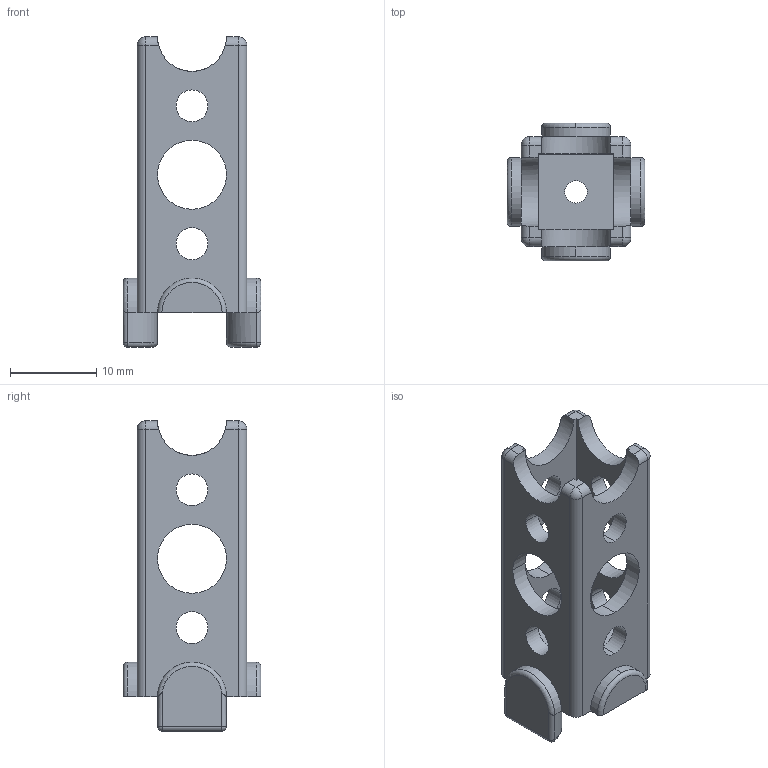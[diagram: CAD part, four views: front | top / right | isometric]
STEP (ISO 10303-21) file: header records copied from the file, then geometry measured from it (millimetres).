
FILE_DESCRIPTION (( 'STEP AP214' ), '1' );
FILE_NAME ('40214_TXP-Beam End Connector.STEP', '2017-03-28T20:15:28', ( '' ), ( '' ), 'SwSTEP 2.0', 'SolidWorks 2016', '' );
FILE_SCHEMA (( 'AUTOMOTIVE_DESIGN' ));
Length unit declared in the file: millimetre
Products named in the file (2): 40214_TXP-Beam End Connector
Bounding box: 16 x 16 x 36 mm (x, y, z)
Volume: 2696.2 mm3; surface area: 2774.9 mm2
Topology: 1 solids, 1 shells, 96 faces, 266 edges, 164 vertices
Faces by surface type: cylinder 60, plane 20, torus 8, sphere 8
Entity records: 4231 total; most frequent: CARTESIAN_POINT 624, DIRECTION 558, ORIENTED_EDGE 508, EDGE_CURVE 254, AXIS2_PLACEMENT_3D 222, VERTEX_POINT 160, CIRCLE 124, EDGE_LOOP 122
